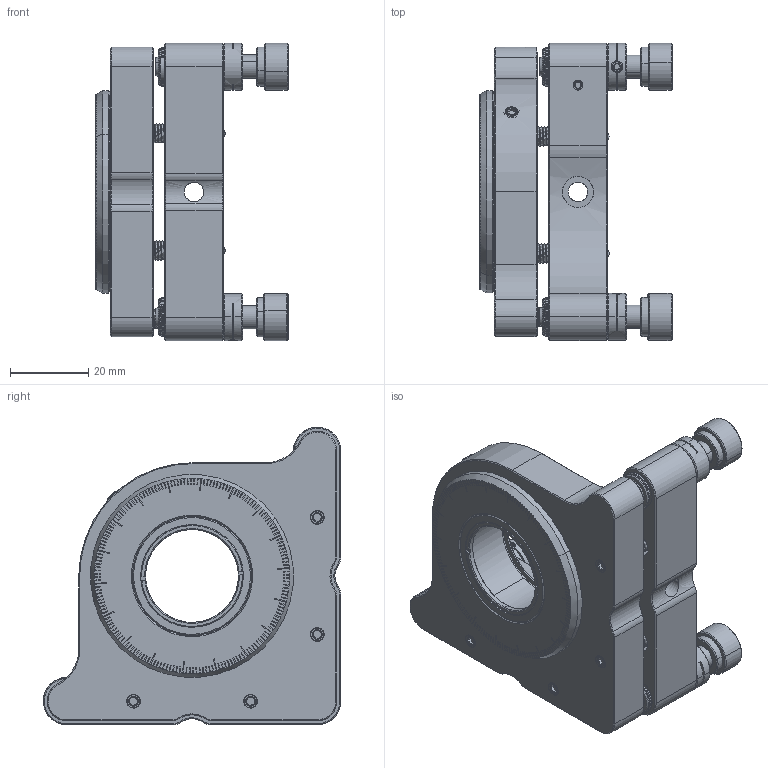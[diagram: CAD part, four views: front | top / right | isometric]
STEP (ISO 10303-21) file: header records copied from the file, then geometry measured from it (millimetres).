
FILE_DESCRIPTION (( 'STEP AP203' ), '1' );
FILE_NAME ('1.1.18.2_ZJZ-1.0-3_φ1.0英寸手动连续旋转调整架，用于1.STEP', '2021-02-26T07:31:25', ( '' ), ( '' ), 'SwSTEP 2.0', 'SolidWorks 2020', '' );
FILE_SCHEMA (( 'CONFIG_CONTROL_DESIGN' ));
Length unit declared in the file: millimetre
Products named in the file (1): 1.1.18.2_ZJZ-1.0-3_φ1.0英寸手动连续旋转调整架，用于1
Bounding box: 49.22 x 76.2 x 76.22 mm (x, y, z)
Surface area: 31819 mm2 (no closed solid volume)
Topology: 0 solids, 98 shells, 849 faces, 3548 edges, 2603 vertices
Faces by surface type: plane 460, bspline 389
Entity records: 61346 total; most frequent: CARTESIAN_POINT 36757, ORIENTED_EDGE 5264, DIRECTION 3572, EDGE_CURVE 3540, VERTEX_POINT 2603, VECTOR 1890, LINE 1890, B_SPLINE_CURVE_WITH_KNOTS 1246
